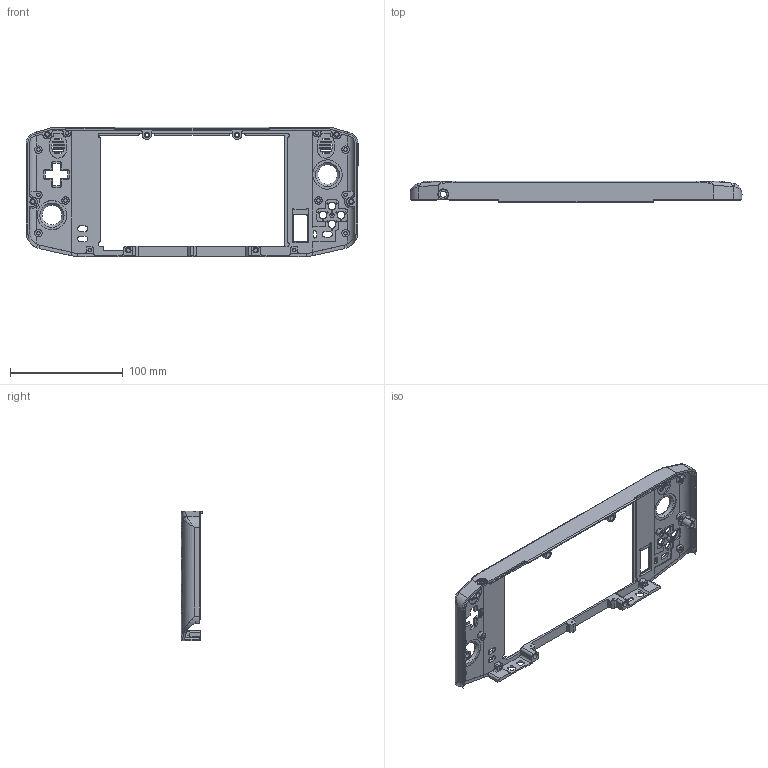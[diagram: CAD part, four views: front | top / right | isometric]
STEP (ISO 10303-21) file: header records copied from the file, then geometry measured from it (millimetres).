
FILE_DESCRIPTION (( 'STEP AP214' ), '1' );
FILE_NAME ('Housing Front - No RGB.STEP', '2023-08-09T02:28:12', ( '' ), ( '' ), 'SwSTEP 2.0', 'SolidWorks 2021', '' );
FILE_SCHEMA (( 'AUTOMOTIVE_DESIGN' ));
Length unit declared in the file: millimetre
Products named in the file (1): Housing Front - No RGB
Bounding box: 294 x 19 x 115 mm (x, y, z)
Volume: 67078.4 mm3; surface area: 55013.8 mm2
Topology: 1 solids, 1 shells, 771 faces, 2121 edges, 1389 vertices
Faces by surface type: cylinder 373, plane 345, bspline 35, cone 18
Entity records: 30507 total; most frequent: CARTESIAN_POINT 10870, ORIENTED_EDGE 4234, DIRECTION 4002, EDGE_CURVE 2117, AXIS2_PLACEMENT_3D 1394, VERTEX_POINT 1389, VECTOR 1214, LINE 1214
